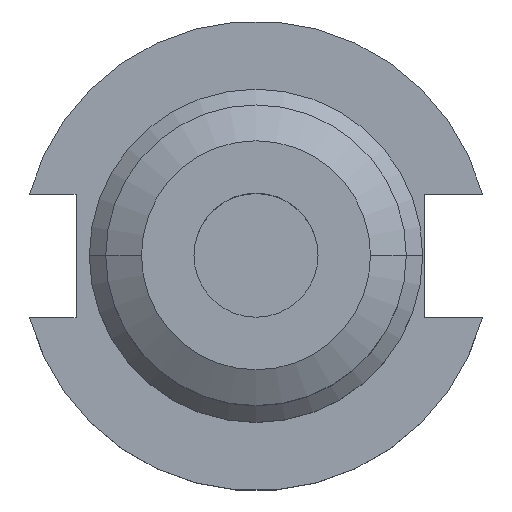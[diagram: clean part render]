
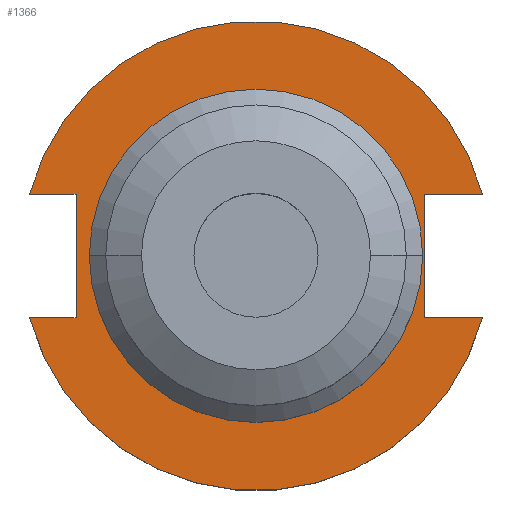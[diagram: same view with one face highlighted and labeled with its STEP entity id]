
A CAD part, top view. The second image highlights one B-rep face of the part: STEP entity #1366.
In plain terms, the highlighted planar face has unit normal (0, 0, 1).
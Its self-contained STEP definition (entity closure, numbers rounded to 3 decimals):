
#3 = VECTOR ( 'NONE', #353, 1000. ) ;
#7 = FACE_BOUND ( 'NONE', #1356, .T. ) ;
#14 = CARTESIAN_POINT ( 'NONE',  ( -47.477, 12.954, 19.05 ) ) ;
#100 = CARTESIAN_POINT ( 'NONE',  ( -37.719, 12.954, 19.05 ) ) ;
#177 = AXIS2_PLACEMENT_3D ( 'NONE', #1955, #1041, #1643 ) ;
#204 = ORIENTED_EDGE ( 'NONE', *, *, #350, .F. ) ;
#216 = DIRECTION ( 'NONE',  ( -1., 0., 0. ) ) ;
#229 = EDGE_LOOP ( 'NONE', ( #1264, #1365, #1511, #474, #1115, #601, #1246, #204 ) ) ;
#233 = LINE ( 'NONE', #1743, #1887 ) ;
#318 = CARTESIAN_POINT ( 'NONE',  ( 47.477, -12.954, 19.05 ) ) ;
#320 = VERTEX_POINT ( 'NONE', #734 ) ;
#332 = DIRECTION ( 'NONE',  ( 0., 0., 1. ) ) ;
#333 = AXIS2_PLACEMENT_3D ( 'NONE', #926, #332, #1227 ) ;
#349 = CARTESIAN_POINT ( 'NONE',  ( -37.719, 12.954, 19.05 ) ) ;
#350 = EDGE_CURVE ( 'NONE', #1376, #936, #233, .T. ) ;
#353 = DIRECTION ( 'NONE',  ( 1., 0., 0. ) ) ;
#461 = EDGE_CURVE ( 'NONE', #320, #1795, #1784, .T. ) ;
#474 = ORIENTED_EDGE ( 'NONE', *, *, #980, .F. ) ;
#538 = VERTEX_POINT ( 'NONE', #1279 ) ;
#587 = CARTESIAN_POINT ( 'NONE',  ( 0., 49.212, 19.05 ) ) ;
#601 = ORIENTED_EDGE ( 'NONE', *, *, #713, .F. ) ;
#611 = CARTESIAN_POINT ( 'NONE',  ( -37.719, -12.954, 19.05 ) ) ;
#645 = VECTOR ( 'NONE', #650, 1000. ) ;
#650 = DIRECTION ( 'NONE',  ( 0., -1., 0. ) ) ;
#713 = EDGE_CURVE ( 'NONE', #1335, #1795, #1781, .T. ) ;
#734 = CARTESIAN_POINT ( 'NONE',  ( 47.477, 12.954, 19.05 ) ) ;
#741 = DIRECTION ( 'NONE',  ( 1., 0., 0. ) ) ;
#784 = CARTESIAN_POINT ( 'NONE',  ( 35.306, -12.954, 19.05 ) ) ;
#785 = VECTOR ( 'NONE', #1548, 1000. ) ;
#809 = AXIS2_PLACEMENT_3D ( 'NONE', #896, #1343, #741 ) ;
#826 = DIRECTION ( 'NONE',  ( 0., 0., 1. ) ) ;
#896 = CARTESIAN_POINT ( 'NONE',  ( 0., 0., 19.05 ) ) ;
#926 = CARTESIAN_POINT ( 'NONE',  ( 0., 0., 19.05 ) ) ;
#936 = VERTEX_POINT ( 'NONE', #611 ) ;
#966 = EDGE_CURVE ( 'NONE', #1377, #1037, #1909, .T. ) ;
#973 = CARTESIAN_POINT ( 'NONE',  ( -34.925, 0., 19.05 ) ) ;
#980 = EDGE_CURVE ( 'NONE', #320, #1377, #1415, .T. ) ;
#1021 = CARTESIAN_POINT ( 'NONE',  ( 35.306, 12.954, 19.05 ) ) ;
#1028 = DIRECTION ( 'NONE',  ( 1., 0., 0. ) ) ;
#1032 = VECTOR ( 'NONE', #216, 1000. ) ;
#1037 = VERTEX_POINT ( 'NONE', #1507 ) ;
#1041 = DIRECTION ( 'NONE',  ( 0., 0., 1. ) ) ;
#1090 = ORIENTED_EDGE ( 'NONE', *, *, #1739, .F. ) ;
#1115 = ORIENTED_EDGE ( 'NONE', *, *, #461, .T. ) ;
#1153 = CARTESIAN_POINT ( 'NONE',  ( -47.477, -12.954, 19.05 ) ) ;
#1155 = LINE ( 'NONE', #784, #3 ) ;
#1227 = DIRECTION ( 'NONE',  ( 1., 0., 0. ) ) ;
#1228 = FACE_OUTER_BOUND ( 'NONE', #229, .T. ) ;
#1239 = EDGE_CURVE ( 'NONE', #936, #1335, #1502, .T. ) ;
#1246 = ORIENTED_EDGE ( 'NONE', *, *, #1239, .F. ) ;
#1264 = ORIENTED_EDGE ( 'NONE', *, *, #1624, .T. ) ;
#1279 = CARTESIAN_POINT ( 'NONE',  ( 34.925, 0., 19.05 ) ) ;
#1285 = DIRECTION ( 'NONE',  ( 1., 0., 0. ) ) ;
#1294 = EDGE_CURVE ( 'NONE', #538, #1345, #1364, .T. ) ;
#1300 = CARTESIAN_POINT ( 'NONE',  ( -63.719, 12.954, 19.05 ) ) ;
#1303 = AXIS2_PLACEMENT_3D ( 'NONE', #1888, #826, #1285 ) ;
#1310 = DIRECTION ( 'NONE',  ( 0., 0., 1. ) ) ;
#1325 = ORIENTED_EDGE ( 'NONE', *, *, #1294, .F. ) ;
#1335 = VERTEX_POINT ( 'NONE', #100 ) ;
#1343 = DIRECTION ( 'NONE',  ( 0., 0., 1. ) ) ;
#1345 = VERTEX_POINT ( 'NONE', #973 ) ;
#1356 = EDGE_LOOP ( 'NONE', ( #1325, #1090 ) ) ;
#1364 = CIRCLE ( 'NONE', #1303, 34.925 ) ;
#1365 = ORIENTED_EDGE ( 'NONE', *, *, #1831, .F. ) ;
#1366 = ADVANCED_FACE ( 'NONE', ( #7, #1228 ), #1920, .T. ) ;
#1376 = VERTEX_POINT ( 'NONE', #1153 ) ;
#1377 = VERTEX_POINT ( 'NONE', #1021 ) ;
#1389 = VECTOR ( 'NONE', #1906, 1000. ) ;
#1415 = LINE ( 'NONE', #1697, #1032 ) ;
#1499 = CIRCLE ( 'NONE', #333, 34.925 ) ;
#1502 = LINE ( 'NONE', #349, #785 ) ;
#1507 = CARTESIAN_POINT ( 'NONE',  ( 35.306, -12.954, 19.05 ) ) ;
#1511 = ORIENTED_EDGE ( 'NONE', *, *, #966, .F. ) ;
#1548 = DIRECTION ( 'NONE',  ( 0., 1., 0. ) ) ;
#1591 = CIRCLE ( 'NONE', #809, 49.212 ) ;
#1597 = AXIS2_PLACEMENT_3D ( 'NONE', #587, #1310, #1612 ) ;
#1612 = DIRECTION ( 'NONE',  ( 1., 0., 0. ) ) ;
#1624 = EDGE_CURVE ( 'NONE', #1376, #1682, #1591, .T. ) ;
#1643 = DIRECTION ( 'NONE',  ( 1., 0., 0. ) ) ;
#1682 = VERTEX_POINT ( 'NONE', #318 ) ;
#1697 = CARTESIAN_POINT ( 'NONE',  ( 35.306, 12.954, 19.05 ) ) ;
#1739 = EDGE_CURVE ( 'NONE', #1345, #538, #1499, .T. ) ;
#1743 = CARTESIAN_POINT ( 'NONE',  ( -63.719, -12.954, 19.05 ) ) ;
#1781 = LINE ( 'NONE', #1300, #1389 ) ;
#1784 = CIRCLE ( 'NONE', #177, 49.212 ) ;
#1795 = VERTEX_POINT ( 'NONE', #14 ) ;
#1831 = EDGE_CURVE ( 'NONE', #1037, #1682, #1155, .T. ) ;
#1862 = CARTESIAN_POINT ( 'NONE',  ( 35.306, 12.954, 19.05 ) ) ;
#1887 = VECTOR ( 'NONE', #1028, 1000. ) ;
#1888 = CARTESIAN_POINT ( 'NONE',  ( 0., 0., 19.05 ) ) ;
#1906 = DIRECTION ( 'NONE',  ( -1., 0., 0. ) ) ;
#1909 = LINE ( 'NONE', #1862, #645 ) ;
#1920 = PLANE ( 'NONE',  #1597 ) ;
#1955 = CARTESIAN_POINT ( 'NONE',  ( 0., 0., 19.05 ) ) ;
